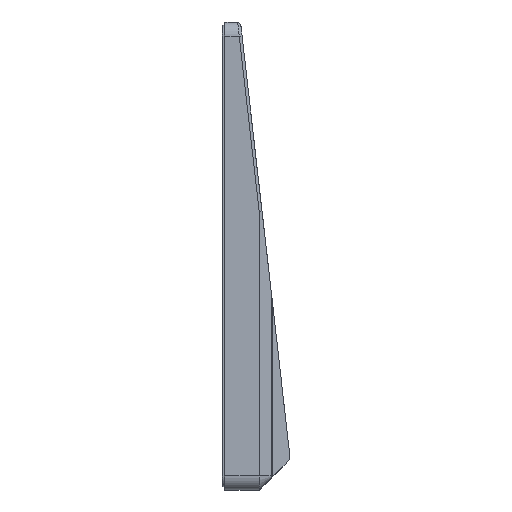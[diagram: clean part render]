
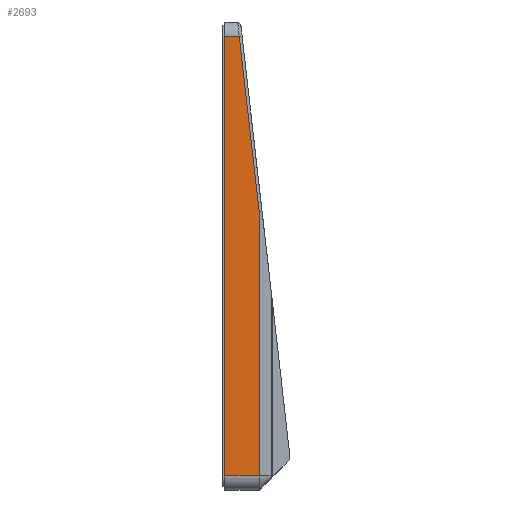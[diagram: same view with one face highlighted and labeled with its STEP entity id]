
A CAD part, left-side view. The second image highlights one B-rep face of the part: STEP entity #2693.
In plain terms, the highlighted planar face has unit normal (-1, 0, 0).
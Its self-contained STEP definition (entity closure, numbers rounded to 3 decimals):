
#195=PLANE('',#2966);
#540=VERTEX_POINT('',#3924);
#544=VERTEX_POINT('',#3936);
#553=VERTEX_POINT('',#3995);
#554=VERTEX_POINT('',#4017);
#555=VERTEX_POINT('',#4019);
#764=VECTOR('',#4742,1.);
#780=VECTOR('',#4786,1.);
#781=VECTOR('',#4788,1.);
#782=VECTOR('',#4789,1.);
#783=VECTOR('',#4790,1.);
#985=LINE('',#3937,#764);
#1001=LINE('',#3994,#780);
#1002=LINE('',#4016,#781);
#1003=LINE('',#4018,#782);
#1004=LINE('',#4020,#783);
#1327=EDGE_CURVE('',#544,#540,#985,.T.);
#1349=EDGE_CURVE('',#540,#553,#1001,.T.);
#1351=EDGE_CURVE('',#554,#544,#1002,.T.);
#1352=EDGE_CURVE('',#555,#554,#1003,.T.);
#1353=EDGE_CURVE('',#553,#555,#1004,.T.);
#1995=ORIENTED_EDGE('',*,*,#1327,.F.);
#1996=ORIENTED_EDGE('',*,*,#1351,.F.);
#1997=ORIENTED_EDGE('',*,*,#1352,.F.);
#1998=ORIENTED_EDGE('',*,*,#1353,.F.);
#1999=ORIENTED_EDGE('',*,*,#1349,.F.);
#2277=EDGE_LOOP('',(#1995,#1996,#1997,#1998,#1999));
#2501=FACE_BOUND('',#2277,.T.);
#2693=ADVANCED_FACE('',(#2501),#195,.F.);
#2966=AXIS2_PLACEMENT_3D('',#4015,#4787,$);
#3924=CARTESIAN_POINT('',(-202.5,5.5,-5.));
#3936=CARTESIAN_POINT('',(-202.5,5.5,-160.));
#3937=CARTESIAN_POINT('',(-202.5,5.5,-84.637));
#3994=CARTESIAN_POINT('',(-202.5,0.767,-5.));
#3995=CARTESIAN_POINT('',(-202.5,0.437,-5.));
#4015=CARTESIAN_POINT('',(-202.5,-1.717,-86.774));
#4016=CARTESIAN_POINT('',(-202.5,-3.933,-160.));
#4017=CARTESIAN_POINT('',(-202.5,-6.599,-160.));
#4018=CARTESIAN_POINT('',(-202.5,-6.599,94.99));
#4019=CARTESIAN_POINT('',(-202.5,-6.599,-66.756));
#4020=CARTESIAN_POINT('',(-202.5,-8.597,-84.291));
#4742=DIRECTION('',(0.,0.,1.));
#4786=DIRECTION('',(0.,-1.,0.));
#4787=DIRECTION('',(1.,0.,0.));
#4788=DIRECTION('',(0.,1.,0.));
#4789=DIRECTION('',(0.,0.,-1.));
#4790=DIRECTION('',(0.,-0.113,-0.994));
